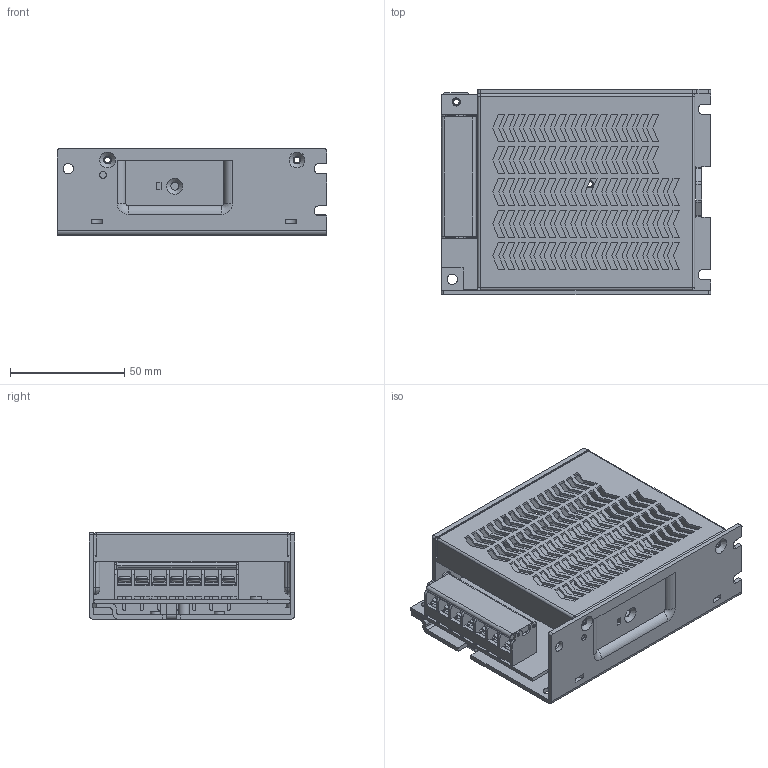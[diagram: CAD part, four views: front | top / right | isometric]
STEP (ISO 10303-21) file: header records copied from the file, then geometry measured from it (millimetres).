
FILE_DESCRIPTION(/* description */ (''),/* implementation_level */ '2;1');
FILE_NAME(/* name */ 'MPT050.stp',/* time_stamp */ '2023-07-21T16:47:09+08:00',/* author */ (''),/* organization */ (''),/* preprocessor_version */ 'ST-DEVELOPER v19.3',/* originating_system */ 'SIEMENS PLM Software NX2212.3001',/* authorisation */ '');
FILE_SCHEMA (('AP203_CONFIGURATION_CONTROLLED_3D_DESIGN_OF_MECHANICAL_PARTS_AND_ASSEMBLIES_MIM_LF { 1 0 10303 403 2 1 2}'));
Products named in the file (5): MPS-035&050&075-A01P01; A01J1DZP0000012; A04WJJSK0000005; A04WJJSK0000007; MPT050
Assembly tree (4 placements, depth 2):
  MPT050
    A04WJJSK0000007
    A04WJJSK0000005
    A01J1DZP0000012
    MPS-035&050&075-A01P01
Bounding box: 118 x 90 x 38 mm (x, y, z)
Volume: 68154.8 mm3; surface area: 90030.1 mm2
Topology: 6 solids, 6 shells, 1862 faces, 5295 edges, 3472 vertices
Faces by surface type: plane 1178, cylinder 506, torus 162, cone 12, bspline 4
Full cylindrical faces by diameter (mm): 2.5 x10, 3 x4, 3.4 x7, 3.6 x1, 4.5 x6, 4.8 x2
Entity records: 62719 total; most frequent: CARTESIAN_POINT 15763, ORIENTED_EDGE 10478, DIRECTION 8306, EDGE_CURVE 5239, VERTEX_POINT 3458, LINE 3024, VECTOR 3024, AXIS2_PLACEMENT_3D 2641
